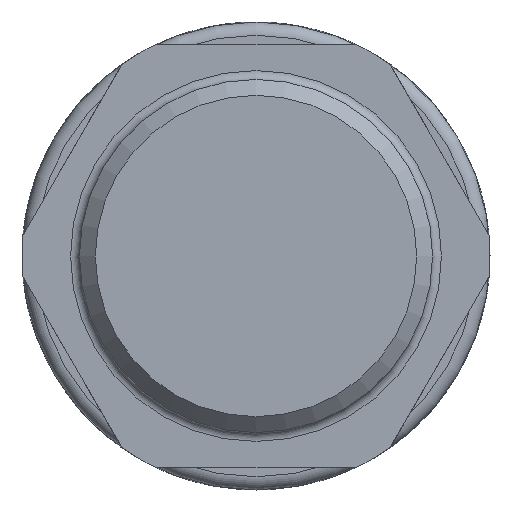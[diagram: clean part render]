
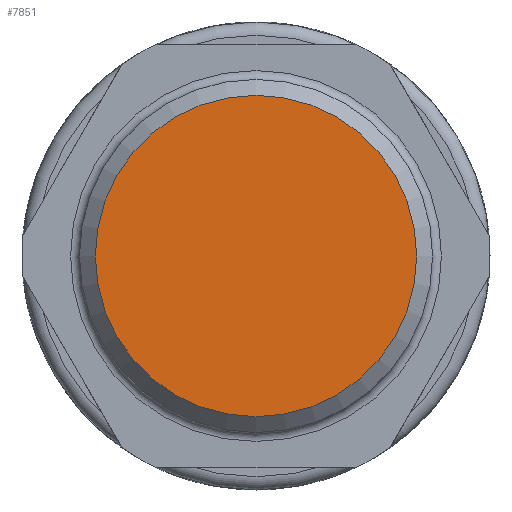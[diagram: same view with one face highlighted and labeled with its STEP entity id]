
A CAD part, left-side view. The second image highlights one B-rep face of the part: STEP entity #7851.
In plain terms, the highlighted planar face has unit normal (-1, 0, 0).
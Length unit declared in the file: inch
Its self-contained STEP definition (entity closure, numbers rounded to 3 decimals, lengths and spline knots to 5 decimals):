
#992=PLANE('',#8570);
#1241=FACE_OUTER_BOUND('',#1677,.T.);
#1677=EDGE_LOOP('',(#5754,#5755));
#2175=CIRCLE('',#8568,0.35827);
#2176=CIRCLE('',#8569,0.35827);
#3056=VERTEX_POINT('',#13238);
#3057=VERTEX_POINT('',#13239);
#4027=EDGE_CURVE('',#3056,#3057,#2175,.T.);
#4028=EDGE_CURVE('',#3057,#3056,#2176,.T.);
#5754=ORIENTED_EDGE('',*,*,#4027,.T.);
#5755=ORIENTED_EDGE('',*,*,#4028,.T.);
#7851=ADVANCED_FACE('',(#1241),#992,.T.);
#8568=AXIS2_PLACEMENT_3D('',#13240,#10127,#10128);
#8569=AXIS2_PLACEMENT_3D('',#13241,#10129,#10130);
#8570=AXIS2_PLACEMENT_3D('',#13243,#10132,#10133);
#10127=DIRECTION('center_axis',(-1.,0.,0.));
#10128=DIRECTION('ref_axis',(0.,0.,
-1.));
#10129=DIRECTION('center_axis',(-1.,0.,0.));
#10130=DIRECTION('ref_axis',(0.,0.,
-1.));
#10132=DIRECTION('center_axis',(-1.,0.,0.));
#10133=DIRECTION('ref_axis',(0.,0.,
-1.));
#13238=CARTESIAN_POINT('',(-1.38504,0.,0.35827));
#13239=CARTESIAN_POINT('',(-1.38504,0.,-0.35827));
#13240=CARTESIAN_POINT('Origin',(-1.38504,0.,
0.));
#13241=CARTESIAN_POINT('Origin',(-1.38504,0.,
0.));
#13243=CARTESIAN_POINT('Origin',(-1.38504,0.,
0.25591));
